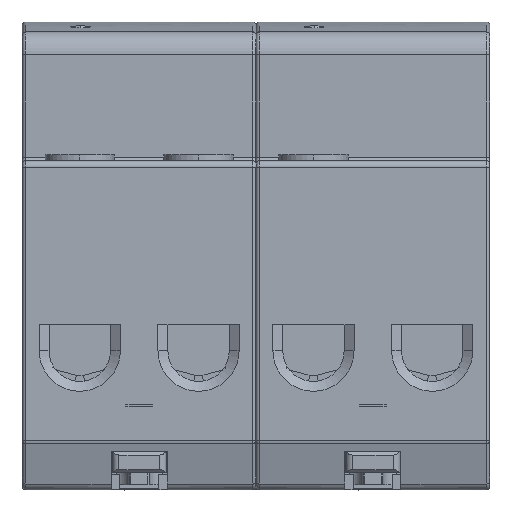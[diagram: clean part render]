
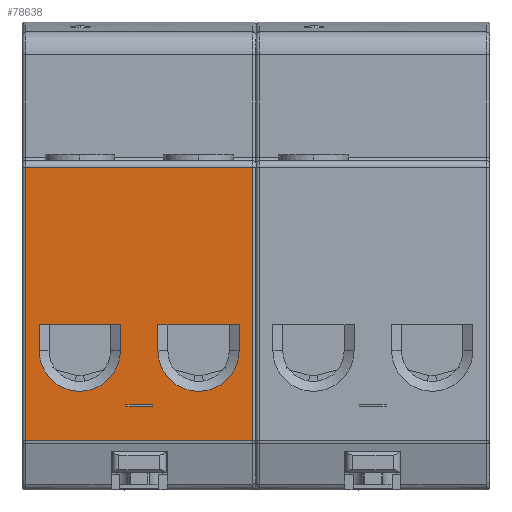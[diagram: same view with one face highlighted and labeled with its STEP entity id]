
A CAD part, left-side view. The second image highlights one B-rep face of the part: STEP entity #78638.
In plain terms, the highlighted planar face has unit normal (-1, 0, 0).
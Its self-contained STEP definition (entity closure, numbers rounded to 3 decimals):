
#2627=DIRECTION('',(0.,0.,-1.));
#2628=VECTOR('',#2627,41.39);
#2629=CARTESIAN_POINT('',(-45.2,17.2,43.1));
#2630=LINE('',#2629,#2628);
#4348=DIRECTION('',(0.,-1.,0.));
#4349=VECTOR('',#4348,12.3);
#4350=CARTESIAN_POINT('',(-45.2,15.15,19.25));
#4351=LINE('',#4350,#4349);
#4388=DIRECTION('',(0.,0.,1.));
#4389=VECTOR('',#4388,3.95);
#4390=CARTESIAN_POINT('',(-45.2,15.15,15.3));
#4391=LINE('',#4390,#4389);
#4410=DIRECTION('',(0.,0.,-1.));
#4411=VECTOR('',#4410,3.95);
#4412=CARTESIAN_POINT('',(-45.2,2.85,19.25));
#4413=LINE('',#4412,#4411);
#4414=DIRECTION('',(0.,0.,-1.));
#4415=VECTOR('',#4414,0.2);
#4416=CARTESIAN_POINT('',(-45.2,2.,7.1));
#4417=LINE('',#4416,#4415);
#4418=DIRECTION('',(0.,1.,0.));
#4419=VECTOR('',#4418,4.);
#4420=CARTESIAN_POINT('',(-45.2,-2.,7.1));
#4421=LINE('',#4420,#4419);
#4422=CARTESIAN_POINT('',(-45.2,9.,15.3));
#4423=DIRECTION('',(-1.,0.,0.));
#4424=DIRECTION('',(0.,1.,0.));
#4425=AXIS2_PLACEMENT_3D('',#4422,#4423,#4424);
#4427=CARTESIAN_POINT('',(-45.2,9.,15.3));
#4428=DIRECTION('',(-1.,0.,0.));
#4429=DIRECTION('',(0.,0.,-1.));
#4430=AXIS2_PLACEMENT_3D('',#4427,#4428,#4429);
#4432=CARTESIAN_POINT('',(-45.2,-9.,15.3));
#4433=DIRECTION('',(-1.,0.,0.));
#4434=DIRECTION('',(0.,1.,0.));
#4435=AXIS2_PLACEMENT_3D('',#4432,#4433,#4434);
#4437=CARTESIAN_POINT('',(-45.2,-9.,15.3));
#4438=DIRECTION('',(-1.,0.,0.));
#4439=DIRECTION('',(0.,0.,-1.));
#4440=AXIS2_PLACEMENT_3D('',#4437,#4438,#4439);
#4442=DIRECTION('',(0.,0.,1.));
#4443=VECTOR('',#4442,41.39);
#4444=CARTESIAN_POINT('',(-45.2,-17.2,1.71));
#4445=LINE('',#4444,#4443);
#4521=DIRECTION('',(0.,1.,0.));
#4522=VECTOR('',#4521,34.4);
#4523=CARTESIAN_POINT('',(-45.2,-17.2,43.1));
#4524=LINE('',#4523,#4522);
#10800=DIRECTION('',(0.,0.,-1.));
#10801=VECTOR('',#10800,0.2);
#10802=CARTESIAN_POINT('',(-45.2,-2.,7.1));
#10803=LINE('',#10802,#10801);
#11743=DIRECTION('',(0.,-1.,0.));
#11744=VECTOR('',#11743,34.4);
#11745=CARTESIAN_POINT('',(-45.2,17.2,1.71));
#11746=LINE('',#11745,#11744);
#21132=DIRECTION('',(0.,-1.,0.));
#21133=VECTOR('',#21132,12.3);
#21134=CARTESIAN_POINT('',(-45.2,-2.85,19.25));
#21135=LINE('',#21134,#21133);
#21198=DIRECTION('',(0.,0.,-1.));
#21199=VECTOR('',#21198,3.95);
#21200=CARTESIAN_POINT('',(-45.2,-15.15,19.25));
#21201=LINE('',#21200,#21199);
#21202=DIRECTION('',(0.,0.,1.));
#21203=VECTOR('',#21202,3.95);
#21204=CARTESIAN_POINT('',(-45.2,-2.85,
15.3));
#21205=LINE('',#21204,#21203);
#47516=DIRECTION('',(0.,1.,0.));
#47517=VECTOR('',#47516,4.);
#47518=CARTESIAN_POINT('',(-45.2,-2.,6.9));
#47519=LINE('',#47518,#47517);
#57608=CARTESIAN_POINT('',(-45.2,17.2,1.71));
#57609=CARTESIAN_POINT('',(-45.2,-17.2,1.71));
#57610=VERTEX_POINT('',#57608);
#57611=VERTEX_POINT('',#57609);
#57612=CARTESIAN_POINT('',(-45.2,-17.2,43.1));
#57613=VERTEX_POINT('',#57612);
#57614=CARTESIAN_POINT('',(-45.2,17.2,43.1));
#57615=VERTEX_POINT('',#57614);
#57616=CARTESIAN_POINT('',(-45.2,2.,7.1));
#57617=CARTESIAN_POINT('',(-45.2,2.,6.9));
#57618=VERTEX_POINT('',#57616);
#57619=VERTEX_POINT('',#57617);
#57620=CARTESIAN_POINT('',(-45.2,-2.,6.9));
#57621=VERTEX_POINT('',#57620);
#57622=CARTESIAN_POINT('',(-45.2,-2.,7.1));
#57623=VERTEX_POINT('',#57622);
#57624=CARTESIAN_POINT('',(-45.2,15.15,19.25));
#57625=CARTESIAN_POINT('',(-45.2,2.85,19.25));
#57626=VERTEX_POINT('',#57624);
#57627=VERTEX_POINT('',#57625);
#57628=CARTESIAN_POINT('',(-45.2,15.15,
15.3));
#57629=VERTEX_POINT('',#57628);
#57630=CARTESIAN_POINT('',(-45.2,9.,9.15));
#57631=VERTEX_POINT('',#57630);
#57632=CARTESIAN_POINT('',(-45.2,2.85,15.3));
#57633=VERTEX_POINT('',#57632);
#57634=CARTESIAN_POINT('',(-45.2,-2.85,19.25));
#57635=CARTESIAN_POINT('',(-45.2,-15.15,19.25));
#57636=VERTEX_POINT('',#57634);
#57637=VERTEX_POINT('',#57635);
#57638=CARTESIAN_POINT('',(-45.2,-2.85,
15.3));
#57639=VERTEX_POINT('',#57638);
#57640=CARTESIAN_POINT('',(-45.2,-9.,9.15));
#57641=VERTEX_POINT('',#57640);
#57642=CARTESIAN_POINT('',(-45.2,-15.15,15.3));
#57643=VERTEX_POINT('',#57642);
#78595=CARTESIAN_POINT('',(-45.2,-17.7,5.6));
#78596=DIRECTION('',(1.,0.,0.));
#78597=DIRECTION('',(0.,0.,-1.));
#78598=AXIS2_PLACEMENT_3D('',#78595,#78596,#78597);
#78599=PLANE('',#78598);
#78601=ORIENTED_EDGE('',*,*,#78600,.F.);
#78603=ORIENTED_EDGE('',*,*,#78602,.F.);
#78604=ORIENTED_EDGE('',*,*,#76351,.F.);
#78606=ORIENTED_EDGE('',*,*,#78605,.F.);
#78607=EDGE_LOOP('',(#78601,#78603,#78604,#78606));
#78608=FACE_OUTER_BOUND('',#78607,.F.);
#78610=ORIENTED_EDGE('',*,*,#78609,.T.);
#78612=ORIENTED_EDGE('',*,*,#78611,.F.);
#78614=ORIENTED_EDGE('',*,*,#78613,.F.);
#78616=ORIENTED_EDGE('',*,*,#78615,.T.);
#78617=EDGE_LOOP('',(#78610,#78612,#78614,#78616));
#78618=FACE_BOUND('',#78617,.F.);
#78619=ORIENTED_EDGE('',*,*,#78501,.F.);
#78620=ORIENTED_EDGE('',*,*,#78560,.F.);
#78621=ORIENTED_EDGE('',*,*,#78574,.T.);
#78622=ORIENTED_EDGE('',*,*,#78572,.T.);
#78623=ORIENTED_EDGE('',*,*,#78588,.F.);
#78624=EDGE_LOOP('',(#78619,#78620,#78621,#78622,#78623));
#78625=FACE_BOUND('',#78624,.F.);
#78627=ORIENTED_EDGE('',*,*,#78626,.F.);
#78629=ORIENTED_EDGE('',*,*,#78628,.F.);
#78631=ORIENTED_EDGE('',*,*,#78630,.T.);
#78633=ORIENTED_EDGE('',*,*,#78632,.T.);
#78635=ORIENTED_EDGE('',*,*,#78634,.F.);
#78636=EDGE_LOOP('',(#78627,#78629,#78631,#78633,#78635));
#78637=FACE_BOUND('',#78636,.F.);
#78638=ADVANCED_FACE('',(#78608,#78618,#78625,#78637),#78599,.F.);
#4426=CIRCLE('',#4425,6.15);
#4431=CIRCLE('',#4430,6.15);
#4436=CIRCLE('',#4435,6.15);
#4441=CIRCLE('',#4440,6.15);
#76351=EDGE_CURVE('',#57615,#57610,#2630,.T.);
#78501=EDGE_CURVE('',#57626,#57627,#4351,.T.);
#78560=EDGE_CURVE('',#57629,#57626,#4391,.T.);
#78572=EDGE_CURVE('',#57631,#57633,#4431,.T.);
#78574=EDGE_CURVE('',#57629,#57631,#4426,.T.);
#78588=EDGE_CURVE('',#57627,#57633,#4413,.T.);
#78600=EDGE_CURVE('',#57611,#57613,#4445,.T.);
#78602=EDGE_CURVE('',#57610,#57611,#11746,.T.);
#78605=EDGE_CURVE('',#57613,#57615,#4524,.T.);
#78609=EDGE_CURVE('',#57618,#57619,#4417,.T.);
#78611=EDGE_CURVE('',#57621,#57619,#47519,.T.);
#78613=EDGE_CURVE('',#57623,#57621,#10803,.T.);
#78615=EDGE_CURVE('',#57623,#57618,#4421,.T.);
#78626=EDGE_CURVE('',#57636,#57637,#21135,.T.);
#78628=EDGE_CURVE('',#57639,#57636,#21205,.T.);
#78630=EDGE_CURVE('',#57639,#57641,#4436,.T.);
#78632=EDGE_CURVE('',#57641,#57643,#4441,.T.);
#78634=EDGE_CURVE('',#57637,#57643,#21201,.T.);
